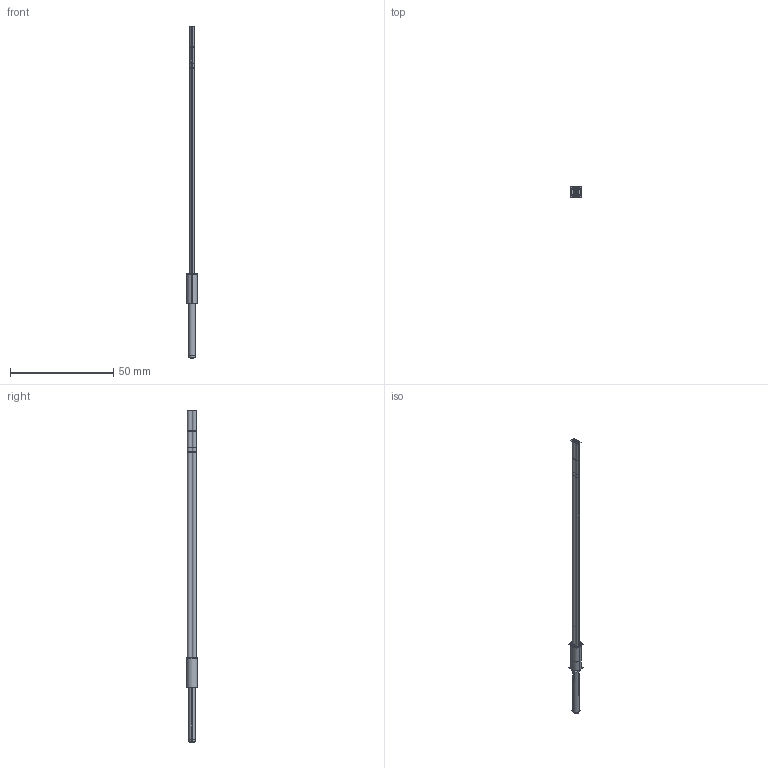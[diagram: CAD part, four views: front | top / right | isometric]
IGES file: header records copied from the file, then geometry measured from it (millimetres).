
Start section:  PTC IGES file: 194028.igs
Global section: file name: 194028.igs; native system: Creo Parametric by Parametric Technology Corporation; preprocessor: 2013230; author: PDMAdmin; organization: Unknown; date: 20160401.085530; units: millimetre
Bounding box: 5.28 x 5.28 x 160.57 mm (x, y, z)
Volume: 1173.1 mm3; surface area: 18334 mm2
Topology: 6 solids, 8 shells, 112 faces, 548 edges, 720 vertices
Faces by surface type: revolution 72, bspline 40
